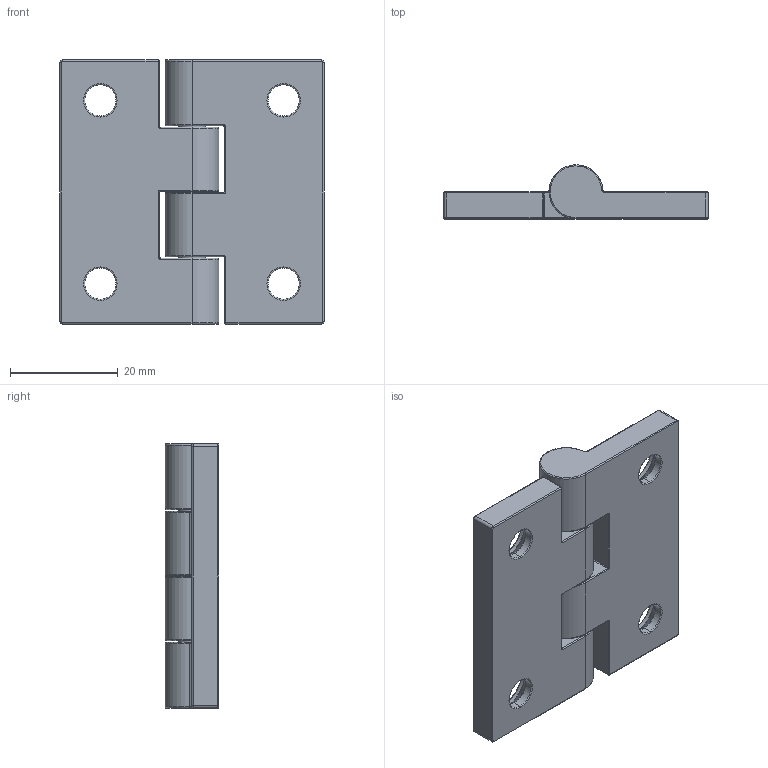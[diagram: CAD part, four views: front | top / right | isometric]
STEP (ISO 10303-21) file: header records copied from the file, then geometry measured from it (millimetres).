
FILE_DESCRIPTION (( 'STEP AP214' ), '1' );
FILE_NAME ('HGS-0602.STEP', '2019-07-24T06:53:58', ( '' ), ( '' ), 'SwSTEP 2.0', 'SolidWorks 2010', '' );
FILE_SCHEMA (( 'AUTOMOTIVE_DESIGN' ));
Length unit declared in the file: millimetre
Products named in the file (3): 鉸鏈片; HGS-0602; 插銷
Assembly tree (3 placements, depth 2):
  HGS-0602
    插銷
    鉸鏈片  x2
Bounding box: 49 x 9.99 x 49 mm (x, y, z)
Volume: 12247.6 mm3; surface area: 8105.7 mm2
Topology: 3 solids, 3 shells, 208 faces, 474 edges, 266 vertices
Faces by surface type: torus 88, cylinder 82, plane 22, sphere 8, cone 8
Entity records: 3086 total; most frequent: DIRECTION 628, CARTESIAN_POINT 483, ORIENTED_EDGE 472, AXIS2_PLACEMENT_3D 279, EDGE_CURVE 236, CIRCLE 166, VERTEX_POINT 134, EDGE_LOOP 114
